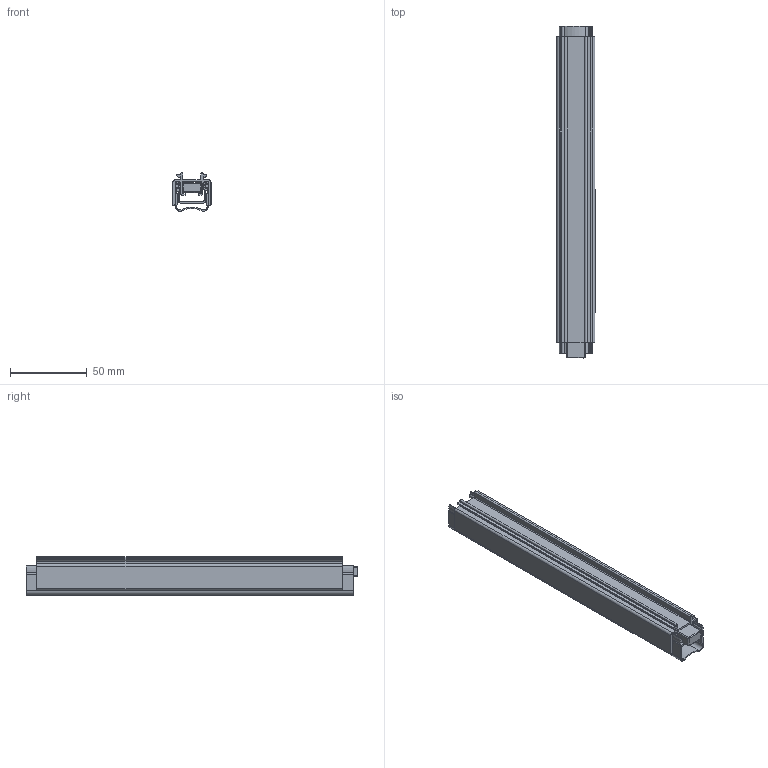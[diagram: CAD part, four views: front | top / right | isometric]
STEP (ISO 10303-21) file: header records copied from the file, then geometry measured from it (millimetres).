
FILE_DESCRIPTION(/* description */ ('Unknown'),/* implementation_level */ '2;1');
FILE_NAME(/* name */ '1-897_Stadi-SlideL2420ES_3D',/* time_stamp */ '2021-07-29T11:48:08+02:00',/* author */ ('Unknown'),/* organization */ ('Unknown'),/* preprocessor_version */ 'ST-DEVELOPER v16.7',/* originating_system */ 'Solid Edge',/* authorisation */ 'Unknown');
FILE_SCHEMA (('AUTOMOTIVE_DESIGN {1 0 10303 214 3 1 1}'));
Length unit declared in the file: millimetre
Products named in the file (10): 29209_Bodendichtung; AP_581_200; AP_448_oa_0; 29210_Etikett_3D__Stadi_L-24_20_Slide_ES; 26541_Etikett_Athmer_klein_kurz; 31110_Athmer_Logo__ab_2021_; 29211_Text__Stadi_L-24_20_Slide_ES; 29205_Dichtprofil; AN_234_oa_1; AJ_270
Assembly tree (9 placements, depth 3):
  29209_Bodendichtung
    AP_581_200
    AP_448_oa_0
    29210_Etikett_3D__Stadi_L-24_20_Slide_ES
      26541_Etikett_Athmer_klein_kurz
      31110_Athmer_Logo__ab_2021_
      29211_Text__Stadi_L-24_20_Slide_ES
    29205_Dichtprofil
    AN_234_oa_1
      AJ_270
Bounding box: 25.2 x 217 x 25.06 mm (x, y, z)
Volume: 46144.1 mm3; surface area: 85795.5 mm2
Topology: 29 solids, 29 shells, 554 faces, 1450 edges, 964 vertices
Faces by surface type: plane 372, cylinder 118, bspline 63, cone 1
Full cylindrical faces by diameter (mm): 4.134 x1
Entity records: 19814 total; most frequent: CARTESIAN_POINT 6371, ORIENTED_EDGE 2886, DIRECTION 2350, EDGE_CURVE 1443, VERTEX_POINT 963, LINE 890, VECTOR 890, AXIS2_PLACEMENT_3D 730
